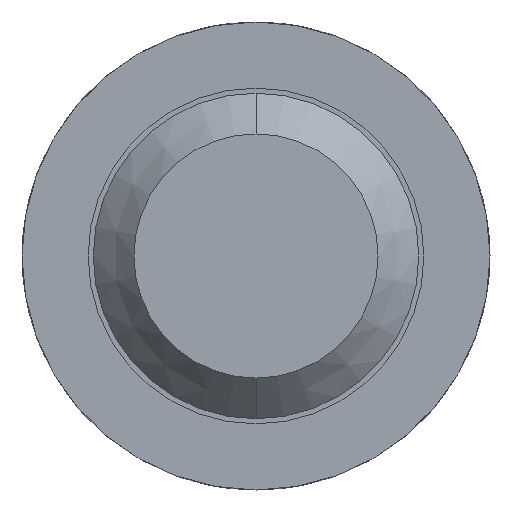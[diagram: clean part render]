
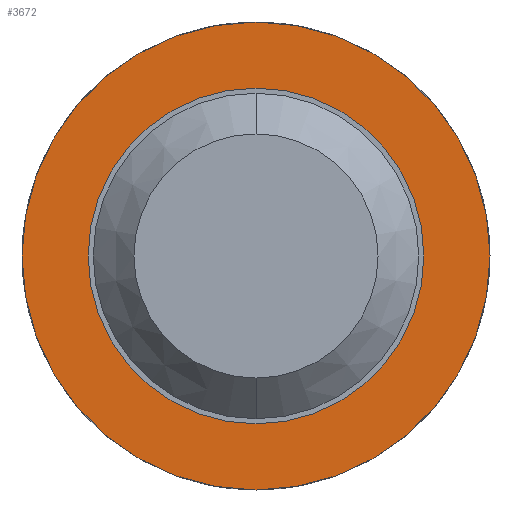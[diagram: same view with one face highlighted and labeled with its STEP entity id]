
A CAD part, front view. The second image highlights one B-rep face of the part: STEP entity #3672.
In plain terms, the highlighted planar face has unit normal (0, -1, 0).
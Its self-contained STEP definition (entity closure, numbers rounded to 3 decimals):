
#194 = ORIENTED_EDGE ( 'NONE', *, *, #652, .T. ) ;
#531 = VERTEX_POINT ( 'NONE', #2839 ) ;
#650 = DIRECTION ( 'NONE',  ( 0., 1., 0. ) ) ;
#652 = EDGE_CURVE ( 'Defeature ausgef�hrt2_45+Defeature ausgef�hrt2_44+Defeature ausgef�hrt2_44+Defeature ausgef�hrt2_44', #2546, #3303, #2089, .T. ) ;
#698 = AXIS2_PLACEMENT_3D ( 'NONE', #3913, #2037, #1648 ) ;
#785 = CARTESIAN_POINT ( 'NONE',  ( 0., -1.5, 0. ) ) ;
#962 = ORIENTED_EDGE ( 'NONE', *, *, #2735, .T. ) ;
#1122 = DIRECTION ( 'NONE',  ( 0., 1., 0. ) ) ;
#1147 = DIRECTION ( 'NONE',  ( 0., 0., 1. ) ) ;
#1168 = CIRCLE ( 'NONE', #3170, 1.15 ) ;
#1249 = AXIS2_PLACEMENT_3D ( 'NONE', #3763, #1122, #2572 ) ;
#1615 = DIRECTION ( 'NONE',  ( 0., 0., 1. ) ) ;
#1648 = DIRECTION ( 'NONE',  ( 0., 0., 1. ) ) ;
#1684 = PLANE ( 'NONE',  #698 ) ;
#1898 = EDGE_LOOP ( 'NONE', ( #4584, #3172 ) ) ;
#1978 = CARTESIAN_POINT ( 'NONE',  ( 0., -1.5, 0. ) ) ;
#2010 = AXIS2_PLACEMENT_3D ( 'NONE', #4797, #650, #2535 ) ;
#2037 = DIRECTION ( 'NONE',  ( 0., 1., 0. ) ) ;
#2089 = CIRCLE ( 'NONE', #2010, 0.825 ) ;
#2535 = DIRECTION ( 'NONE',  ( 0., 0., 1. ) ) ;
#2539 = CIRCLE ( 'NONE', #1249, 0.825 ) ;
#2546 = VERTEX_POINT ( 'NONE', #3254 ) ;
#2572 = DIRECTION ( 'NONE',  ( 0., 0., 1. ) ) ;
#2628 = AXIS2_PLACEMENT_3D ( 'NONE', #785, #4494, #1147 ) ;
#2718 = FACE_BOUND ( 'NONE', #4552, .T. ) ;
#2735 = EDGE_CURVE ( 'Defeature ausgef�hrt2_45+Defeature ausgef�hrt2_44+Defeature ausgef�hrt2_44+Defeature ausgef�hrt2_44', #3303, #2546, #2539, .T. ) ;
#2739 = DIRECTION ( 'NONE',  ( 0., 1., 0. ) ) ;
#2839 = CARTESIAN_POINT ( 'NONE',  ( 0., -1.5, 1.15 ) ) ;
#3019 = VERTEX_POINT ( 'NONE', #3591 ) ;
#3170 = AXIS2_PLACEMENT_3D ( 'NONE', #1978, #2739, #1615 ) ;
#3172 = ORIENTED_EDGE ( 'NONE', *, *, #4471, .F. ) ;
#3254 = CARTESIAN_POINT ( 'NONE',  ( 0., -1.5, 0.825 ) ) ;
#3303 = VERTEX_POINT ( 'NONE', #3737 ) ;
#3387 = EDGE_CURVE ( 'Defeature ausgef�hrt2_39+Defeature ausgef�hrt2_45+Defeature ausgef�hrt2_45+Defeature ausgef�hrt2_45', #531, #3019, #1168, .T. ) ;
#3591 = CARTESIAN_POINT ( 'NONE',  ( 0., -1.5, -1.15 ) ) ;
#3600 = CIRCLE ( 'NONE', #2628, 1.15 ) ;
#3672 = ADVANCED_FACE ( 'Defeature ausgef�hrt2_45', ( #3843, #2718 ), #1684, .F. ) ;
#3737 = CARTESIAN_POINT ( 'NONE',  ( 0., -1.5, -0.825 ) ) ;
#3763 = CARTESIAN_POINT ( 'NONE',  ( 0., -1.5, 0. ) ) ;
#3843 = FACE_OUTER_BOUND ( 'NONE', #1898, .T. ) ;
#3913 = CARTESIAN_POINT ( 'NONE',  ( 0.825, -1.5, 0. ) ) ;
#4471 = EDGE_CURVE ( 'Defeature ausgef�hrt2_39+Defeature ausgef�hrt2_45+Defeature ausgef�hrt2_45+Defeature ausgef�hrt2_45', #3019, #531, #3600, .T. ) ;
#4494 = DIRECTION ( 'NONE',  ( 0., 1., 0. ) ) ;
#4552 = EDGE_LOOP ( 'NONE', ( #194, #962 ) ) ;
#4584 = ORIENTED_EDGE ( 'NONE', *, *, #3387, .F. ) ;
#4797 = CARTESIAN_POINT ( 'NONE',  ( 0., -1.5, 0. ) ) ;
